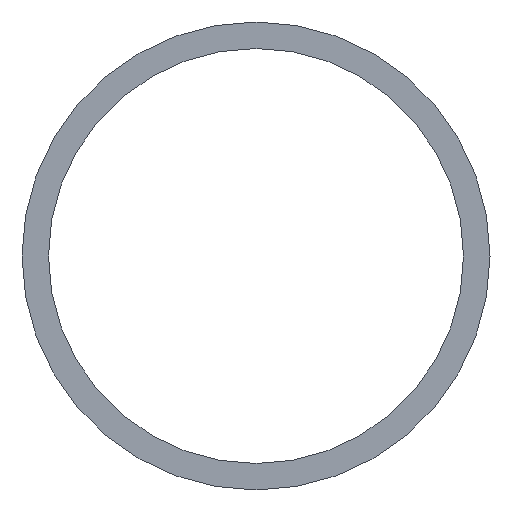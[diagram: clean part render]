
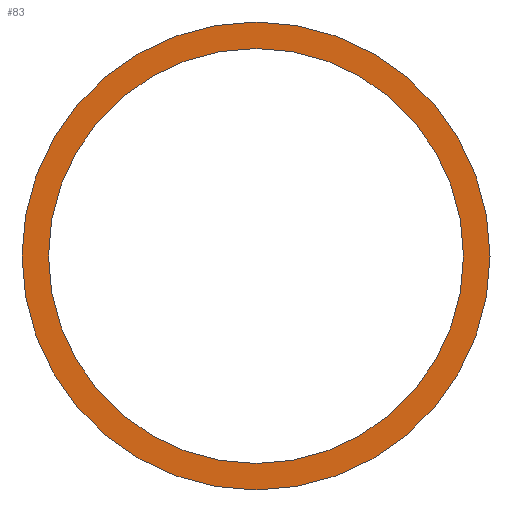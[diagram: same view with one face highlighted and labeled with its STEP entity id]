
A CAD part, left-side view. The second image highlights one B-rep face of the part: STEP entity #83.
In plain terms, the highlighted planar face has unit normal (-1, 0, 0).
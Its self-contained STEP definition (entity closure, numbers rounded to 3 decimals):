
#53 = EDGE_CURVE( '', #99, #61, #123, .T. );
#57 = EDGE_CURVE( '', #85, #59, #127, .T. );
#59 = VERTEX_POINT( '', #129 );
#61 = VERTEX_POINT( '', #131 );
#67 = EDGE_CURVE( '', #61, #99, #138, .T. );
#83 = ADVANCED_FACE( '', ( #158, #159 ), #160, .F. );
#85 = VERTEX_POINT( '', #162 );
#87 = EDGE_CURVE( '', #59, #85, #164, .T. );
#99 = VERTEX_POINT( '', #176 );
#123 = CIRCLE( '', #194, 250. );
#127 = CIRCLE( '', #200, 221.7 );
#129 = CARTESIAN_POINT( '', ( 0., 0., 221.7 ) );
#131 = CARTESIAN_POINT( '', ( 0., 0., -250. ) );
#138 = CIRCLE( '', #214, 250. );
#158 = FACE_OUTER_BOUND( '', #237, .T. );
#159 = FACE_BOUND( '', #238, .T. );
#160 = PLANE( '', #239 );
#162 = CARTESIAN_POINT( '', ( 0., 0., -221.7 ) );
#164 = CIRCLE( '', #244, 221.7 );
#176 = CARTESIAN_POINT( '', ( 0., 0., 250. ) );
#194 = AXIS2_PLACEMENT_3D( '', #267, #268, #269 );
#200 = AXIS2_PLACEMENT_3D( '', #273, #274, #275 );
#214 = AXIS2_PLACEMENT_3D( '', #285, #286, #287 );
#237 = EDGE_LOOP( '', ( #317, #318 ) );
#238 = EDGE_LOOP( '', ( #319, #320 ) );
#239 = AXIS2_PLACEMENT_3D( '', #321, #322, #323 );
#244 = AXIS2_PLACEMENT_3D( '', #324, #325, #326 );
#267 = CARTESIAN_POINT( '', ( 0., 0., 0. ) );
#268 = DIRECTION( '', ( 1., 0., 0. ) );
#269 = DIRECTION( '', ( 0., 0., -1. ) );
#273 = CARTESIAN_POINT( '', ( 0., 0., 0. ) );
#274 = DIRECTION( '', ( 1., 0., 0. ) );
#275 = DIRECTION( '', ( 0., 0., -1. ) );
#285 = CARTESIAN_POINT( '', ( 0., 0., 0. ) );
#286 = DIRECTION( '', ( 1., 0., 0. ) );
#287 = DIRECTION( '', ( 0., 0., -1. ) );
#317 = ORIENTED_EDGE( '', *, *, #67, .F. );
#318 = ORIENTED_EDGE( '', *, *, #53, .F. );
#319 = ORIENTED_EDGE( '', *, *, #57, .T. );
#320 = ORIENTED_EDGE( '', *, *, #87, .T. );
#321 = CARTESIAN_POINT( '', ( 0., 0., 0. ) );
#322 = DIRECTION( '', ( 1., 0., 0. ) );
#323 = DIRECTION( '', ( 0., 0., -1. ) );
#324 = CARTESIAN_POINT( '', ( 0., 0., 0. ) );
#325 = DIRECTION( '', ( 1., 0., 0. ) );
#326 = DIRECTION( '', ( 0., 0., -1. ) );
